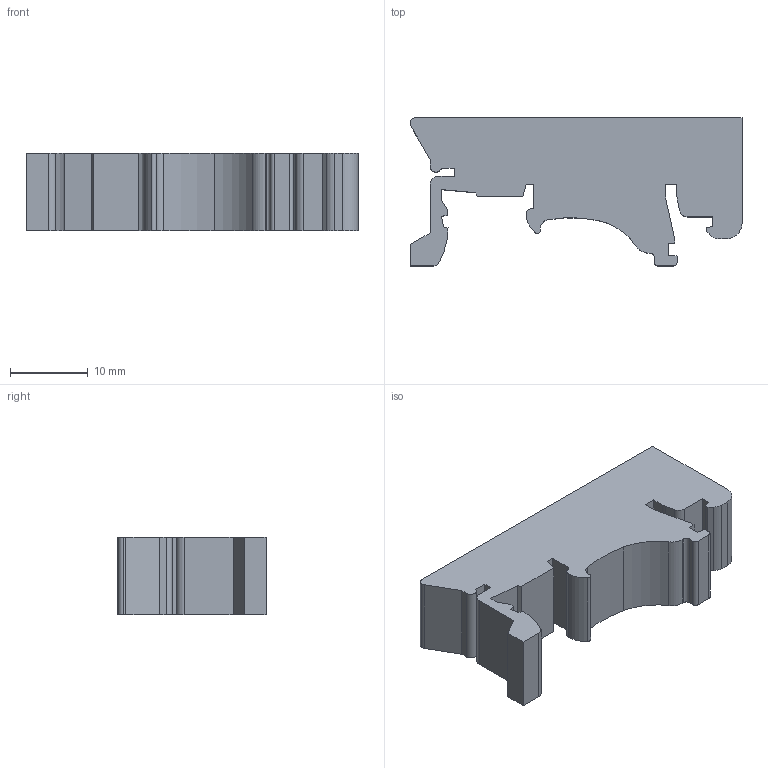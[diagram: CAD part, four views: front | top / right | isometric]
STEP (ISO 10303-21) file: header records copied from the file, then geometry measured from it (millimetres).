
FILE_DESCRIPTION(('SolidDesigner STEP Export'),'2;1');
FILE_NAME('1201578_usa10_select.stp','2007-06-21T 9:52:14',(''),(''),'OneSpace Designer STEP processor for AP214 (Solid Model)','OneSpace Designer 14.50 18-Oct-2006 (C) CoCreate Software GmbH','');
FILE_SCHEMA(('AUTOMOTIVE_DESIGN { 1 0 10303 214 1 1 1 1 }'));
Length unit declared in the file: millimetre
Products named in the file (1): 1201578_usa10_select
Bounding box: 42.6 x 19 x 10 mm (x, y, z)
Volume: 5359.8 mm3; surface area: 2869.2 mm2
Topology: 1 solids, 1 shells, 78 faces, 221 edges, 148 vertices
Faces by surface type: plane 47, cylinder 31
Entity records: 2452 total; most frequent: ORIENTED_EDGE 442, CARTESIAN_POINT 425, DIRECTION 397, EDGE_CURVE 221, VECTOR 157, LINE 157, VERTEX_POINT 148, AXIS2_PLACEMENT_3D 120
